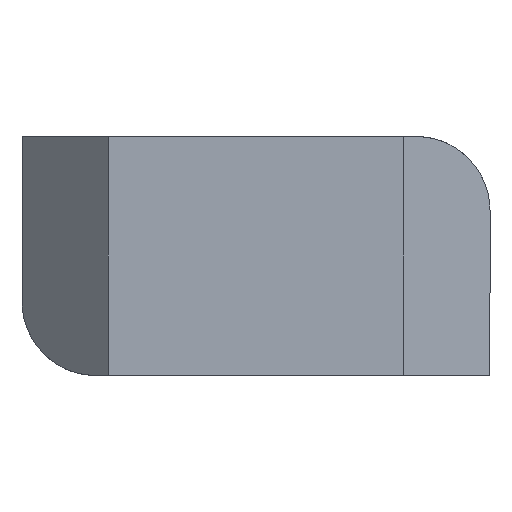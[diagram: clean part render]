
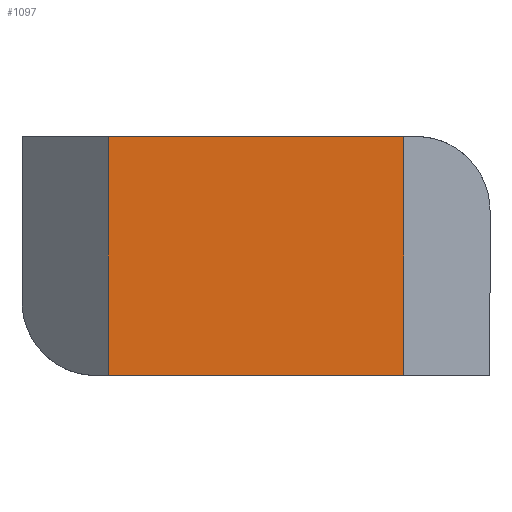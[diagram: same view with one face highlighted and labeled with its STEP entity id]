
A CAD part, front view. The second image highlights one B-rep face of the part: STEP entity #1097.
In plain terms, the highlighted planar face has unit normal (0, -1, 0).
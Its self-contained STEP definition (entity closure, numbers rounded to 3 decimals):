
#165 = CARTESIAN_POINT ( 'NONE',  ( 6., 0., 4.85 ) ) ;
#167 = CARTESIAN_POINT ( 'NONE',  ( -6., 0., 4.85 ) ) ;
#469 = EDGE_LOOP ( 'NONE', ( #1450, #1452, #1451, #1453 ) ) ;
#580 = VERTEX_POINT ( 'NONE', #167 ) ;
#581 = VERTEX_POINT ( 'NONE', #165 ) ;
#702 = VERTEX_POINT ( 'NONE', #3138 ) ;
#703 = VERTEX_POINT ( 'NONE', #3139 ) ;
#1051 = EDGE_CURVE ( 'NONE', #580, #581, #2276, .T. ) ;
#1097 = ADVANCED_FACE ( 'NONE', ( #2316 ), #3577, .F. ) ;
#1220 = EDGE_CURVE ( 'NONE', #580, #702, #2420, .T. ) ;
#1221 = EDGE_CURVE ( 'NONE', #581, #703, #2421, .T. ) ;
#1222 = EDGE_CURVE ( 'NONE', #702, #703, #2422, .T. ) ;
#1450 = ORIENTED_EDGE ( 'NONE', *, *, #1222, .T. ) ;
#1451 = ORIENTED_EDGE ( 'NONE', *, *, #1051, .F. ) ;
#1452 = ORIENTED_EDGE ( 'NONE', *, *, #1221, .F. ) ;
#1453 = ORIENTED_EDGE ( 'NONE', *, *, #1220, .T. ) ;
#2276 = LINE ( 'NONE', #3434, #2808 ) ;
#2316 = FACE_OUTER_BOUND ( 'NONE', #469, .T. ) ;
#2420 = LINE ( 'NONE', #3901, #3001 ) ;
#2421 = LINE ( 'NONE', #3903, #3002 ) ;
#2422 = LINE ( 'NONE', #3905, #3003 ) ;
#2808 = VECTOR ( 'NONE', #3435, 1000. ) ;
#2859 = AXIS2_PLACEMENT_3D ( 'NONE', #3578, #3579, #3580 ) ;
#3001 = VECTOR ( 'NONE', #3902, 1000. ) ;
#3002 = VECTOR ( 'NONE', #3904, 1000. ) ;
#3003 = VECTOR ( 'NONE', #3906, 1000. ) ;
#3138 = CARTESIAN_POINT ( 'NONE',  ( -6., 0., -4.85 ) ) ;
#3139 = CARTESIAN_POINT ( 'NONE',  ( 6., 0., -4.85 ) ) ;
#3434 = CARTESIAN_POINT ( 'NONE',  ( -6., 0., 4.85 ) ) ;
#3435 = DIRECTION ( 'NONE',  ( 1., 0., 0. ) ) ;
#3577 = PLANE ( 'NONE',  #2859 ) ;
#3578 = CARTESIAN_POINT ( 'NONE',  ( -6., 0., 4.85 ) ) ;
#3579 = DIRECTION ( 'NONE',  ( 0., 1., 0. ) ) ;
#3580 = DIRECTION ( 'NONE',  ( 0., 0., 1. ) ) ;
#3901 = CARTESIAN_POINT ( 'NONE',  ( -6., 0., 4.85 ) ) ;
#3902 = DIRECTION ( 'NONE',  ( 0., 0., -1. ) ) ;
#3903 = CARTESIAN_POINT ( 'NONE',  ( 6., 0., 4.85 ) ) ;
#3904 = DIRECTION ( 'NONE',  ( 0., 0., -1. ) ) ;
#3905 = CARTESIAN_POINT ( 'NONE',  ( -6., 0., -4.85 ) ) ;
#3906 = DIRECTION ( 'NONE',  ( 1., 0., 0. ) ) ;
